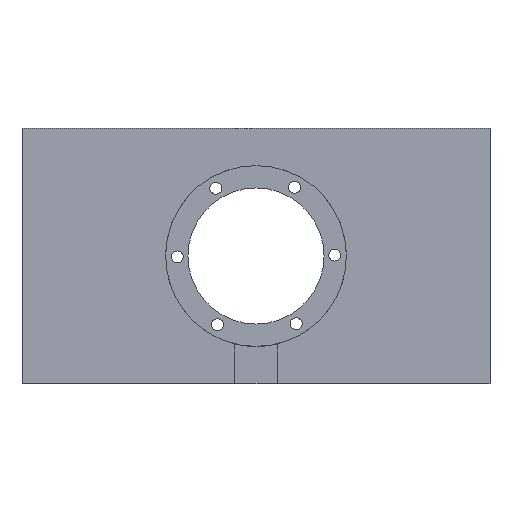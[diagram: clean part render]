
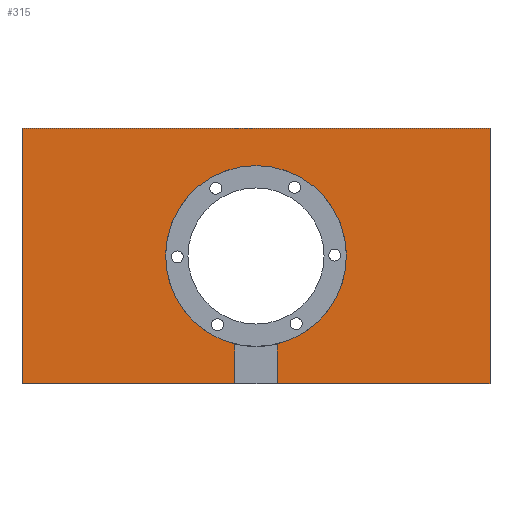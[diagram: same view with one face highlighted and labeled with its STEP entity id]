
A CAD part, front view. The second image highlights one B-rep face of the part: STEP entity #315.
In plain terms, the highlighted planar face has unit normal (0, -1, 0).
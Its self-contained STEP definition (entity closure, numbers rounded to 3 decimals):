
#10 = DIRECTION ( 'NONE',  ( 0., 0., -1. ) ) ;
#24 = ORIENTED_EDGE ( 'NONE', *, *, #670, .F. ) ;
#38 = CARTESIAN_POINT ( 'NONE',  ( 0., -20., 0. ) ) ;
#42 = EDGE_CURVE ( 'NONE', #547, #662, #647, .T. ) ;
#71 = ORIENTED_EDGE ( 'NONE', *, *, #649, .T. ) ;
#78 = LINE ( 'NONE', #885, #915 ) ;
#81 = VERTEX_POINT ( 'NONE', #135 ) ;
#92 = ORIENTED_EDGE ( 'NONE', *, *, #398, .F. ) ;
#107 = EDGE_LOOP ( 'NONE', ( #92, #710, #71, #956, #301, #318, #207, #462, #24 ) ) ;
#116 = AXIS2_PLACEMENT_3D ( 'NONE', #38, #280, #1035 ) ;
#122 = CARTESIAN_POINT ( 'NONE',  ( 0., -20., 0. ) ) ;
#135 = CARTESIAN_POINT ( 'NONE',  ( -110., -20., -60. ) ) ;
#167 = LINE ( 'NONE', #730, #637 ) ;
#179 = VECTOR ( 'NONE', #10, 1000. ) ;
#197 = FACE_OUTER_BOUND ( 'NONE', #107, .T. ) ;
#204 = DIRECTION ( 'NONE',  ( 0., -1., 0. ) ) ;
#207 = ORIENTED_EDGE ( 'NONE', *, *, #526, .T. ) ;
#211 = DIRECTION ( 'NONE',  ( 1., 0., 0. ) ) ;
#217 = CARTESIAN_POINT ( 'NONE',  ( -10., -20., -41.307 ) ) ;
#223 = EDGE_CURVE ( 'NONE', #466, #625, #167, .T. ) ;
#232 = VECTOR ( 'NONE', #1038, 1000. ) ;
#263 = CIRCLE ( 'NONE', #859, 42.5 ) ;
#273 = CARTESIAN_POINT ( 'NONE',  ( 0., -20., 42.5 ) ) ;
#278 = CIRCLE ( 'NONE', #319, 42.5 ) ;
#280 = DIRECTION ( 'NONE',  ( 0., -1., 0. ) ) ;
#301 = ORIENTED_EDGE ( 'NONE', *, *, #42, .T. ) ;
#304 = CARTESIAN_POINT ( 'NONE',  ( 110., -20., 60. ) ) ;
#312 = CARTESIAN_POINT ( 'NONE',  ( -110., -20., 60. ) ) ;
#315 = ADVANCED_FACE ( 'NONE', ( #197 ), #1015, .T. ) ;
#318 = ORIENTED_EDGE ( 'NONE', *, *, #388, .T. ) ;
#319 = AXIS2_PLACEMENT_3D ( 'NONE', #659, #810, #401 ) ;
#321 = CARTESIAN_POINT ( 'NONE',  ( -10., -20., -60. ) ) ;
#332 = VECTOR ( 'NONE', #211, 1000. ) ;
#365 = VERTEX_POINT ( 'NONE', #896 ) ;
#388 = EDGE_CURVE ( 'NONE', #662, #81, #774, .T. ) ;
#390 = VERTEX_POINT ( 'NONE', #938 ) ;
#398 = EDGE_CURVE ( 'NONE', #807, #421, #263, .T. ) ;
#401 = DIRECTION ( 'NONE',  ( 0., 0., -1. ) ) ;
#405 = DIRECTION ( 'NONE',  ( 0., 0., -1. ) ) ;
#421 = VERTEX_POINT ( 'NONE', #273 ) ;
#462 = ORIENTED_EDGE ( 'NONE', *, *, #223, .F. ) ;
#466 = VERTEX_POINT ( 'NONE', #217 ) ;
#526 = EDGE_CURVE ( 'NONE', #81, #625, #939, .T. ) ;
#547 = VERTEX_POINT ( 'NONE', #918 ) ;
#585 = CARTESIAN_POINT ( 'NONE',  ( 10., -20., -41.307 ) ) ;
#599 = DIRECTION ( 'NONE',  ( 0., 0., -1. ) ) ;
#625 = VERTEX_POINT ( 'NONE', #321 ) ;
#635 = LINE ( 'NONE', #304, #692 ) ;
#637 = VECTOR ( 'NONE', #405, 1000. ) ;
#647 = LINE ( 'NONE', #312, #232 ) ;
#648 = DIRECTION ( 'NONE',  ( 1., 0., 0. ) ) ;
#649 = EDGE_CURVE ( 'NONE', #390, #365, #78, .T. ) ;
#659 = CARTESIAN_POINT ( 'NONE',  ( 0., -20., 0. ) ) ;
#662 = VERTEX_POINT ( 'NONE', #895 ) ;
#670 = EDGE_CURVE ( 'NONE', #421, #466, #278, .T. ) ;
#671 = CARTESIAN_POINT ( 'NONE',  ( 10., -20., 60.001 ) ) ;
#692 = VECTOR ( 'NONE', #813, 1000. ) ;
#710 = ORIENTED_EDGE ( 'NONE', *, *, #805, .T. ) ;
#730 = CARTESIAN_POINT ( 'NONE',  ( -10., -20., 60.001 ) ) ;
#731 = VECTOR ( 'NONE', #927, 1000. ) ;
#774 = LINE ( 'NONE', #1028, #731 ) ;
#805 = EDGE_CURVE ( 'NONE', #807, #390, #1004, .T. ) ;
#807 = VERTEX_POINT ( 'NONE', #585 ) ;
#810 = DIRECTION ( 'NONE',  ( 0., -1., 0. ) ) ;
#813 = DIRECTION ( 'NONE',  ( 0., 0., 1. ) ) ;
#859 = AXIS2_PLACEMENT_3D ( 'NONE', #122, #204, #599 ) ;
#885 = CARTESIAN_POINT ( 'NONE',  ( -110., -20., -60. ) ) ;
#895 = CARTESIAN_POINT ( 'NONE',  ( -110., -20., 60. ) ) ;
#896 = CARTESIAN_POINT ( 'NONE',  ( 110., -20., -60. ) ) ;
#915 = VECTOR ( 'NONE', #648, 1000. ) ;
#918 = CARTESIAN_POINT ( 'NONE',  ( 110., -20., 60. ) ) ;
#927 = DIRECTION ( 'NONE',  ( 0., 0., -1. ) ) ;
#938 = CARTESIAN_POINT ( 'NONE',  ( 10., -20., -60. ) ) ;
#939 = LINE ( 'NONE', #944, #332 ) ;
#944 = CARTESIAN_POINT ( 'NONE',  ( -110., -20., -60. ) ) ;
#956 = ORIENTED_EDGE ( 'NONE', *, *, #1033, .T. ) ;
#1004 = LINE ( 'NONE', #671, #179 ) ;
#1015 = PLANE ( 'NONE',  #116 ) ;
#1028 = CARTESIAN_POINT ( 'NONE',  ( -110., -20., 60. ) ) ;
#1033 = EDGE_CURVE ( 'NONE', #365, #547, #635, .T. ) ;
#1035 = DIRECTION ( 'NONE',  ( 0., 0., -1. ) ) ;
#1038 = DIRECTION ( 'NONE',  ( -1., 0., 0. ) ) ;
